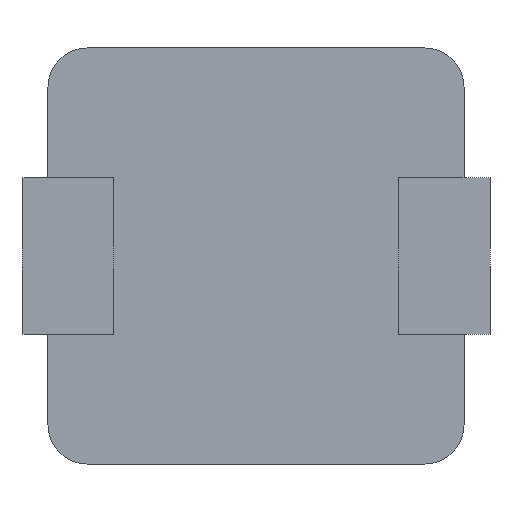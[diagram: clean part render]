
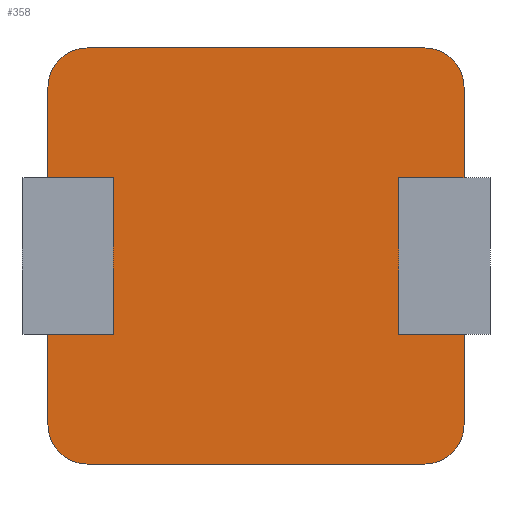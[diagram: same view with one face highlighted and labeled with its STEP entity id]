
A CAD part, front view. The second image highlights one B-rep face of the part: STEP entity #358.
In plain terms, the highlighted planar face has unit normal (0, -1, 0).
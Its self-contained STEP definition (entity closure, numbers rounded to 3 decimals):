
#32=FACE_OUTER_BOUND('',#54,.T.);
#54=EDGE_LOOP('',(#275,#276,#277,#278,#279,#280,#281,#282));
#71=LINE('',#540,#111);
#75=LINE('',#549,#115);
#78=LINE('',#557,#118);
#81=LINE('',#565,#121);
#111=VECTOR('',#435,10.);
#115=VECTOR('',#445,10.);
#118=VECTOR('',#454,10.);
#121=VECTOR('',#463,10.);
#151=CIRCLE('',#394,0.3);
#152=CIRCLE('',#397,0.3);
#153=CIRCLE('',#400,0.3);
#154=CIRCLE('',#403,0.3);
#163=VERTEX_POINT('',#538);
#164=VERTEX_POINT('',#539);
#165=VERTEX_POINT('',#544);
#166=VERTEX_POINT('',#548);
#167=VERTEX_POINT('',#552);
#168=VERTEX_POINT('',#556);
#169=VERTEX_POINT('',#560);
#170=VERTEX_POINT('',#564);
#195=EDGE_CURVE('',#163,#164,#71,.T.);
#198=EDGE_CURVE('',#165,#164,#151,.T.);
#200=EDGE_CURVE('',#165,#166,#75,.T.);
#202=EDGE_CURVE('',#167,#166,#152,.T.);
#204=EDGE_CURVE('',#167,#168,#78,.T.);
#206=EDGE_CURVE('',#169,#168,#153,.T.);
#208=EDGE_CURVE('',#169,#170,#81,.T.);
#210=EDGE_CURVE('',#163,#170,#154,.T.);
#275=ORIENTED_EDGE('',*,*,#210,.F.);
#276=ORIENTED_EDGE('',*,*,#195,.T.);
#277=ORIENTED_EDGE('',*,*,#198,.F.);
#278=ORIENTED_EDGE('',*,*,#200,.T.);
#279=ORIENTED_EDGE('',*,*,#202,.F.);
#280=ORIENTED_EDGE('',*,*,#204,.T.);
#281=ORIENTED_EDGE('',*,*,#206,.F.);
#282=ORIENTED_EDGE('',*,*,#208,.T.);
#336=PLANE('',#404);
#358=ADVANCED_FACE('',(#32),#336,.F.);
#394=AXIS2_PLACEMENT_3D('',#545,#440,#441);
#397=AXIS2_PLACEMENT_3D('',#553,#449,#450);
#400=AXIS2_PLACEMENT_3D('',#561,#458,#459);
#403=AXIS2_PLACEMENT_3D('',#568,#467,#468);
#404=AXIS2_PLACEMENT_3D('',#569,#469,#470);
#435=DIRECTION('',(1.,0.,0.));
#440=DIRECTION('center_axis',(0.,1.,0.));
#441=DIRECTION('ref_axis',(1.,0.,0.));
#445=DIRECTION('',(0.,0.,1.));
#449=DIRECTION('center_axis',(0.,1.,0.));
#450=DIRECTION('ref_axis',(0.,0.,1.));
#454=DIRECTION('',(-1.,0.,0.));
#458=DIRECTION('center_axis',(0.,1.,0.));
#459=DIRECTION('ref_axis',(-1.,0.,0.));
#463=DIRECTION('',(0.,0.,-1.));
#467=DIRECTION('center_axis',(0.,1.,0.));
#468=DIRECTION('ref_axis',(0.,0.,-1.));
#469=DIRECTION('center_axis',(0.,1.,0.));
#470=DIRECTION('ref_axis',(1.,0.,0.));
#538=CARTESIAN_POINT('',(-1.3,0.1,-1.6));
#539=CARTESIAN_POINT('',(1.3,0.1,-1.6));
#540=CARTESIAN_POINT('',(-1.3,0.1,-1.6));
#544=CARTESIAN_POINT('',(1.6,0.1,-1.3));
#545=CARTESIAN_POINT('Origin',(1.3,0.1,-1.3));
#548=CARTESIAN_POINT('',(1.6,0.1,1.3));
#549=CARTESIAN_POINT('',(1.6,0.1,-1.3));
#552=CARTESIAN_POINT('',(1.3,0.1,1.6));
#553=CARTESIAN_POINT('Origin',(1.3,0.1,1.3));
#556=CARTESIAN_POINT('',(-1.3,0.1,1.6));
#557=CARTESIAN_POINT('',(1.3,0.1,1.6));
#560=CARTESIAN_POINT('',(-1.6,0.1,1.3));
#561=CARTESIAN_POINT('Origin',(-1.3,0.1,1.3));
#564=CARTESIAN_POINT('',(-1.6,0.1,-1.3));
#565=CARTESIAN_POINT('',(-1.6,0.1,1.3));
#568=CARTESIAN_POINT('Origin',(-1.3,0.1,-1.3));
#569=CARTESIAN_POINT('Origin',(0.,0.1,0.));
